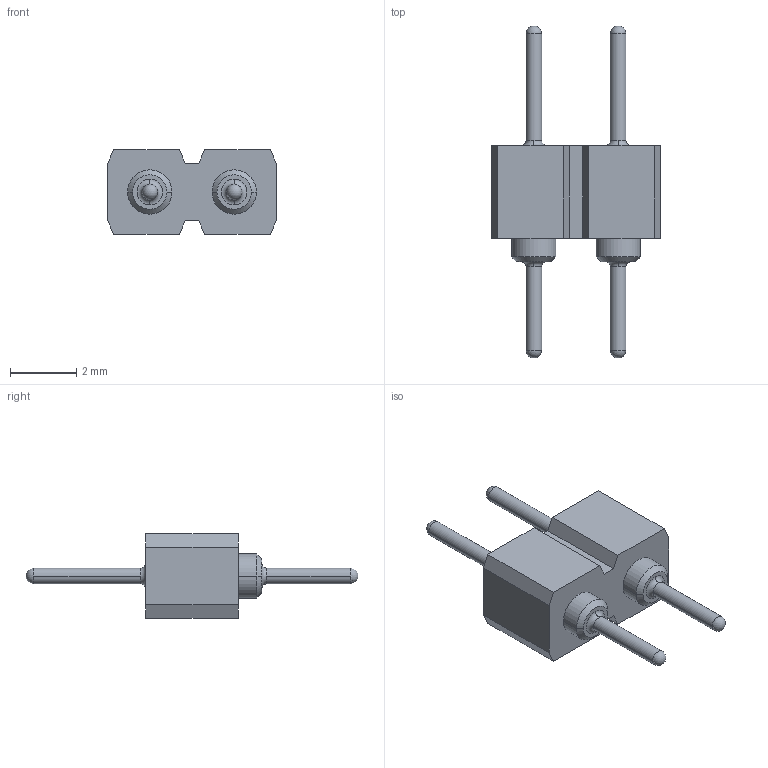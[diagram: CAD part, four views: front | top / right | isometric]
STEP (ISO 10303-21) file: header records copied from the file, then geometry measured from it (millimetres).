
FILE_DESCRIPTION(('STEP AP203'),'1');
FILE_NAME('350-80-102-00-006101.stp','2021-08-21T08:46:12',('TraceParts'),('TraceParts S.A.'),'Spatial InterOp 3D',' ',' ');
FILE_SCHEMA(('CONFIG_CONTROL_DESIGN'));
Length unit declared in the file: millimetre
Products named in the file (1): 1
Bounding box: 5.08 x 10 x 2.54 mm (x, y, z)
Volume: 38.5 mm3; surface area: 91.7 mm2
Topology: 1 solids, 1 shells, 48 faces, 132 edges, 84 vertices
Faces by surface type: plane 20, cylinder 12, torus 8, cone 4, sphere 4
Entity records: 1544 total; most frequent: DIRECTION 282, CARTESIAN_POINT 257, ORIENTED_EDGE 248, EDGE_CURVE 124, AXIS2_PLACEMENT_3D 109, VERTEX_POINT 84, LINE 64, VECTOR 64
